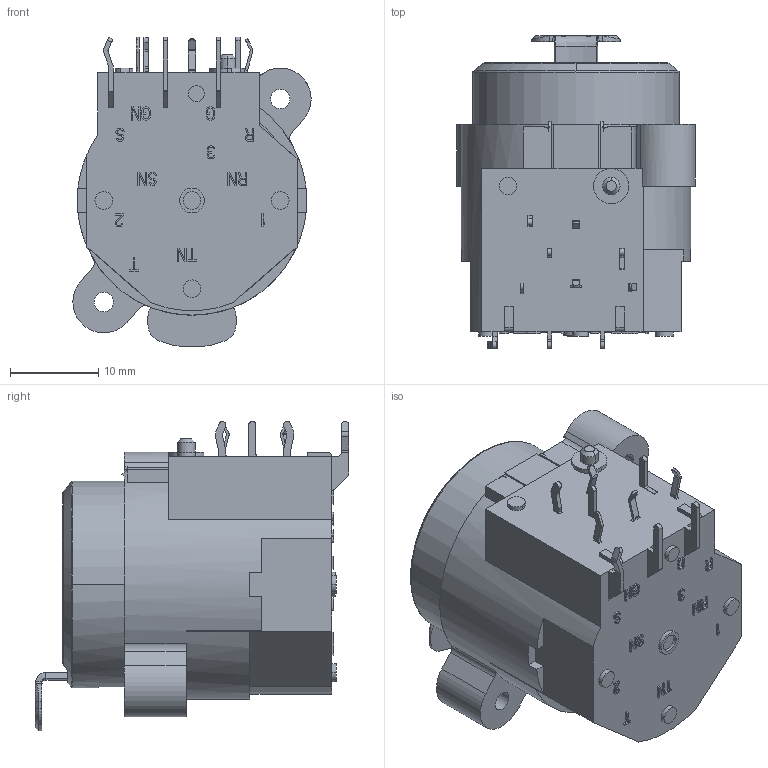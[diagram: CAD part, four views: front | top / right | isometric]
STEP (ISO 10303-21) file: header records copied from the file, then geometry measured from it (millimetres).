
FILE_DESCRIPTION((''),'2;1');
FILE_NAME('PRT0067','2021-04-02T',('zyj'),(''),'PRO/ENGINEER BY PARAMETRIC TECHNOLOGY CORPORATION, 2013040','PRO/ENGINEER BY PARAMETRIC TECHNOLOGY CORPORATION, 2013040','');
FILE_SCHEMA(('CONFIG_CONTROL_DESIGN','SHAPE_APPEARANCE_LAYERS_GROUPS'));
Length unit declared in the file: millimetre
Products named in the file (1): PRT0067
Bounding box: 27 x 35.5 x 35.13 mm (x, y, z)
Volume: 13876.5 mm3; surface area: 8287.3 mm2
Topology: 1 solids, 13 shells, 1267 faces, 3674 edges, 2447 vertices
Faces by surface type: plane 925, cylinder 298, bspline 19, torus 14, cone 11
Entity records: 43066 total; most frequent: CARTESIAN_POINT 9070, ORIENTED_EDGE 7344, DIRECTION 6752, EDGE_CURVE 3672, VECTOR 2764, LINE 2764, VERTEX_POINT 2447, AXIS2_PLACEMENT_3D 1994
